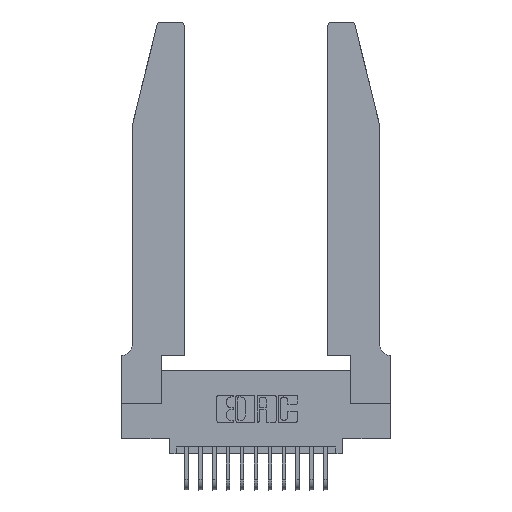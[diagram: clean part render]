
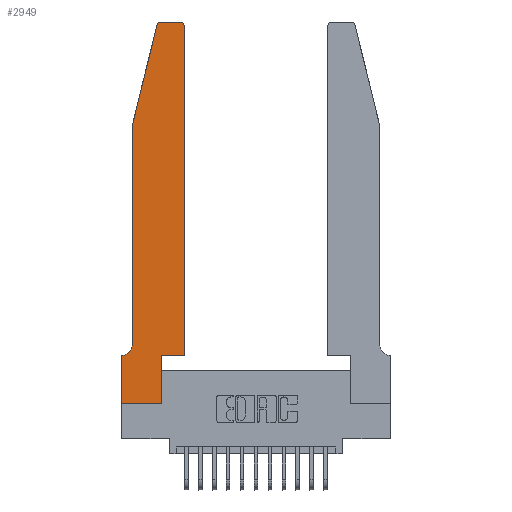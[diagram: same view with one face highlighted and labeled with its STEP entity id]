
A CAD part, top view. The second image highlights one B-rep face of the part: STEP entity #2949.
In plain terms, the highlighted planar face has unit normal (0, 0, 1).
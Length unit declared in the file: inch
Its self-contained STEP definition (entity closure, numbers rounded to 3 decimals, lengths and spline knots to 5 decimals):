
#99 = ORIENTED_EDGE ( 'NONE', *, *, #3121, .T. ) ;
#145 = AXIS2_PLACEMENT_3D ( 'NONE', #18459, #405, #2303 ) ;
#253 = CARTESIAN_POINT ( 'NONE',  ( 0.4205, 2.72, 0.37 ) ) ;
#405 = DIRECTION ( 'NONE',  ( 0., 0., -1. ) ) ;
#844 = CARTESIAN_POINT ( 'NONE',  ( 0.0755, 2., 0.37 ) ) ;
#856 = DIRECTION ( 'NONE',  ( 0., -1., 0. ) ) ;
#975 = DIRECTION ( 'NONE',  ( 0., 1., 0. ) ) ;
#1214 = LINE ( 'NONE', #15538, #17091 ) ;
#1283 = CARTESIAN_POINT ( 'NONE',  ( 0.0755, 2., 0.37 ) ) ;
#1342 = CARTESIAN_POINT ( 'NONE',  ( 0.2605, 2.75, 0.37 ) ) ;
#1574 = ORIENTED_EDGE ( 'NONE', *, *, #2874, .T. ) ;
#1668 = VECTOR ( 'NONE', #15103, 39.37008 ) ;
#1722 = DIRECTION ( 'NONE',  ( 1., 0., 0. ) ) ;
#1724 = CARTESIAN_POINT ( 'NONE',  ( 0.4505, 0.35, 0.37 ) ) ;
#1905 = VECTOR ( 'NONE', #5654, 39.37008 ) ;
#2287 = LINE ( 'NONE', #14343, #9296 ) ;
#2303 = DIRECTION ( 'NONE',  ( -1., 0., 0. ) ) ;
#2586 = DIRECTION ( 'NONE',  ( 1., 0., 0. ) ) ;
#2737 = CARTESIAN_POINT ( 'NONE',  ( 0.284, 2.75, 0.37 ) ) ;
#2855 = VERTEX_POINT ( 'NONE', #7847 ) ;
#2874 = EDGE_CURVE ( 'NONE', #7539, #4481, #16720, .T. ) ;
#2949 = ADVANCED_FACE ( 'NONE', ( #10848 ), #16309, .T. ) ;
#3121 = EDGE_CURVE ( 'NONE', #2855, #16929, #16017, .T. ) ;
#3293 = DIRECTION ( 'NONE',  ( -1., 0., 0. ) ) ;
#3477 = VECTOR ( 'NONE', #856, 39.37008 ) ;
#4481 = VERTEX_POINT ( 'NONE', #1283 ) ;
#4487 = EDGE_CURVE ( 'NONE', #11021, #10366, #9394, .T. ) ;
#4639 = LINE ( 'NONE', #4786, #1668 ) ;
#4698 = ORIENTED_EDGE ( 'NONE', *, *, #8969, .T. ) ;
#4786 = CARTESIAN_POINT ( 'NONE',  ( 0.4505, 0.35, 0.37 ) ) ;
#4873 = AXIS2_PLACEMENT_3D ( 'NONE', #8087, #18574, #9606 ) ;
#4980 = VERTEX_POINT ( 'NONE', #2737 ) ;
#5157 = ORIENTED_EDGE ( 'NONE', *, *, #9279, .T. ) ;
#5211 = EDGE_CURVE ( 'NONE', #16929, #19317, #1214, .T. ) ;
#5278 = CARTESIAN_POINT ( 'NONE',  ( 0.0755, 2., 0.37 ) ) ;
#5648 = ORIENTED_EDGE ( 'NONE', *, *, #8603, .T. ) ;
#5654 = DIRECTION ( 'NONE',  ( 0., 1., 0. ) ) ;
#5767 = CARTESIAN_POINT ( 'NONE',  ( 0., 0., 0.37 ) ) ;
#5828 = DIRECTION ( 'NONE',  ( 0., -1., 0. ) ) ;
#5846 = CARTESIAN_POINT ( 'NONE',  ( 0.25487, 2.72718, 0.37 ) ) ;
#5954 = EDGE_LOOP ( 'NONE', ( #17741, #7747, #1574, #9499, #99, #11394, #15948, #5648, #4698, #12688, #10868, #5157 ) ) ;
#6996 = CARTESIAN_POINT ( 'NONE',  ( 0., 0., 0.37 ) ) ;
#7307 = AXIS2_PLACEMENT_3D ( 'NONE', #253, #10667, #1722 ) ;
#7525 = VECTOR ( 'NONE', #5828, 39.37008 ) ;
#7539 = VERTEX_POINT ( 'NONE', #5846 ) ;
#7747 = ORIENTED_EDGE ( 'NONE', *, *, #13513, .T. ) ;
#7847 = CARTESIAN_POINT ( 'NONE',  ( 0.0755, 0.42, 0.37 ) ) ;
#8087 = CARTESIAN_POINT ( 'NONE',  ( 0.284, 2.72, 0.37 ) ) ;
#8277 = VECTOR ( 'NONE', #13537, 39.37008 ) ;
#8603 = EDGE_CURVE ( 'NONE', #10905, #15612, #11876, .T. ) ;
#8878 = CARTESIAN_POINT ( 'NONE',  ( 0., 0., 0.37 ) ) ;
#8969 = EDGE_CURVE ( 'NONE', #15612, #16385, #2287, .T. ) ;
#9279 = EDGE_CURVE ( 'NONE', #10366, #13745, #12548, .T. ) ;
#9296 = VECTOR ( 'NONE', #975, 39.37008 ) ;
#9394 = LINE ( 'NONE', #14735, #1905 ) ;
#9499 = ORIENTED_EDGE ( 'NONE', *, *, #17051, .T. ) ;
#9606 = DIRECTION ( 'NONE',  ( 1., 0., 0. ) ) ;
#10191 = DIRECTION ( 'NONE',  ( 0., 0., 1. ) ) ;
#10366 = VERTEX_POINT ( 'NONE', #13620 ) ;
#10667 = DIRECTION ( 'NONE',  ( 0., 0., 1. ) ) ;
#10848 = FACE_OUTER_BOUND ( 'NONE', #5954, .T. ) ;
#10868 = ORIENTED_EDGE ( 'NONE', *, *, #4487, .T. ) ;
#10905 = VERTEX_POINT ( 'NONE', #8878 ) ;
#10950 = CARTESIAN_POINT ( 'NONE',  ( 0.0055, 0.35, 0.37 ) ) ;
#11021 = VERTEX_POINT ( 'NONE', #1724 ) ;
#11394 = ORIENTED_EDGE ( 'NONE', *, *, #5211, .T. ) ;
#11398 = EDGE_CURVE ( 'NONE', #13745, #4980, #13635, .T. ) ;
#11505 = DIRECTION ( 'NONE',  ( -1., 0., 0. ) ) ;
#11525 = CARTESIAN_POINT ( 'NONE',  ( 0., 0.35, 0.37 ) ) ;
#11876 = LINE ( 'NONE', #6996, #15397 ) ;
#11980 = LINE ( 'NONE', #5767, #7525 ) ;
#12548 = CIRCLE ( 'NONE', #7307, 0.03 ) ;
#12688 = ORIENTED_EDGE ( 'NONE', *, *, #16204, .T. ) ;
#12736 = CARTESIAN_POINT ( 'NONE',  ( 0.2865, 0.35, 0.37 ) ) ;
#13070 = CARTESIAN_POINT ( 'NONE',  ( 0.4205, 2.75, 0.37 ) ) ;
#13513 = EDGE_CURVE ( 'NONE', #4980, #7539, #19012, .T. ) ;
#13537 = DIRECTION ( 'NONE',  ( -0.239, -0.971, 0. ) ) ;
#13620 = CARTESIAN_POINT ( 'NONE',  ( 0.4505, 2.72, 0.37 ) ) ;
#13635 = LINE ( 'NONE', #1342, #17665 ) ;
#13745 = VERTEX_POINT ( 'NONE', #13070 ) ;
#14031 = DIRECTION ( 'NONE',  ( 1., 0., 0. ) ) ;
#14343 = CARTESIAN_POINT ( 'NONE',  ( 0.2865, 0.35, 0.37 ) ) ;
#14516 = AXIS2_PLACEMENT_3D ( 'NONE', #15721, #10191, #14031 ) ;
#14735 = CARTESIAN_POINT ( 'NONE',  ( 0.4505, 0.35, 0.37 ) ) ;
#15100 = EDGE_CURVE ( 'NONE', #19317, #10905, #11980, .T. ) ;
#15103 = DIRECTION ( 'NONE',  ( 1., 0., 0. ) ) ;
#15397 = VECTOR ( 'NONE', #2586, 39.37008 ) ;
#15538 = CARTESIAN_POINT ( 'NONE',  ( 0.0755, 0.35, 0.37 ) ) ;
#15612 = VERTEX_POINT ( 'NONE', #17711 ) ;
#15721 = CARTESIAN_POINT ( 'NONE',  ( 0., 0.35, 0.37 ) ) ;
#15948 = ORIENTED_EDGE ( 'NONE', *, *, #15100, .T. ) ;
#16017 = CIRCLE ( 'NONE', #145, 0.07 ) ;
#16204 = EDGE_CURVE ( 'NONE', #16385, #11021, #4639, .T. ) ;
#16309 = PLANE ( 'NONE',  #14516 ) ;
#16385 = VERTEX_POINT ( 'NONE', #12736 ) ;
#16720 = LINE ( 'NONE', #844, #8277 ) ;
#16929 = VERTEX_POINT ( 'NONE', #10950 ) ;
#17051 = EDGE_CURVE ( 'NONE', #4481, #2855, #18957, .T. ) ;
#17091 = VECTOR ( 'NONE', #3293, 39.37008 ) ;
#17665 = VECTOR ( 'NONE', #11505, 39.37008 ) ;
#17711 = CARTESIAN_POINT ( 'NONE',  ( 0.2865, 0., 0.37 ) ) ;
#17741 = ORIENTED_EDGE ( 'NONE', *, *, #11398, .T. ) ;
#18459 = CARTESIAN_POINT ( 'NONE',  ( 0.0055, 0.42, 0.37 ) ) ;
#18574 = DIRECTION ( 'NONE',  ( 0., 0., 1. ) ) ;
#18957 = LINE ( 'NONE', #5278, #3477 ) ;
#19012 = CIRCLE ( 'NONE', #4873, 0.03 ) ;
#19317 = VERTEX_POINT ( 'NONE', #11525 ) ;
